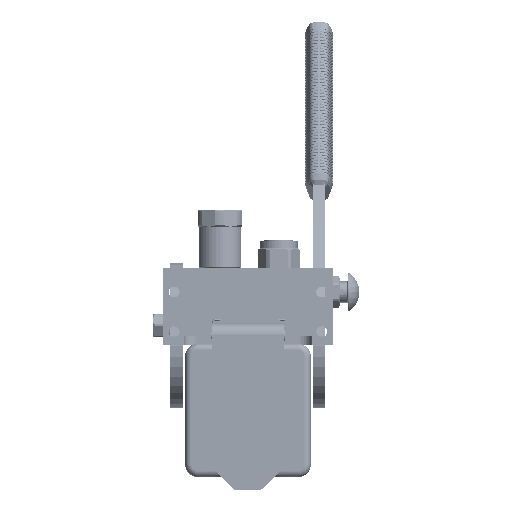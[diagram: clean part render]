
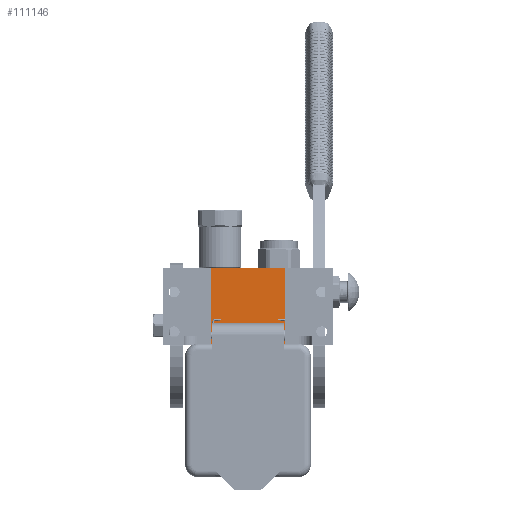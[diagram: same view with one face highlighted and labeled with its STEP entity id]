
A CAD part, left-side view. The second image highlights one B-rep face of the part: STEP entity #111146.
In plain terms, the highlighted face is planar.
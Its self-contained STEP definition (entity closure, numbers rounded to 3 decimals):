
#755 = DIRECTION ( 'NONE',  ( -1., 0., 0. ) ) ;
#7679 = EDGE_CURVE ( 'NONE', #167946, #73275, #24063, .T. ) ;
#10425 = DIRECTION ( 'NONE',  ( 0., 1., 0. ) ) ;
#17494 = DIRECTION ( 'NONE',  ( -1., 0., 0. ) ) ;
#24063 = LINE ( 'NONE', #63108, #97576 ) ;
#25743 = CARTESIAN_POINT ( 'NONE',  ( -29., 0., -107.5 ) ) ;
#32991 = CARTESIAN_POINT ( 'NONE',  ( -29., 0., -107.5 ) ) ;
#34972 = CARTESIAN_POINT ( 'NONE',  ( -29., 60.2, -107.5 ) ) ;
#37789 = EDGE_CURVE ( 'NONE', #88718, #73275, #193993, .T. ) ;
#38263 = CARTESIAN_POINT ( 'NONE',  ( 29., 60.2, -107.5 ) ) ;
#45813 = ORIENTED_EDGE ( 'NONE', *, *, #175954, .T. ) ;
#61964 = DIRECTION ( 'NONE',  ( -1., 0., 0. ) ) ;
#62458 = EDGE_CURVE ( 'NONE', #93330, #167946, #148361, .T. ) ;
#63108 = CARTESIAN_POINT ( 'NONE',  ( 29., 60.2, -107.5 ) ) ;
#63379 = ORIENTED_EDGE ( 'NONE', *, *, #7679, .F. ) ;
#72535 = ORIENTED_EDGE ( 'NONE', *, *, #37789, .T. ) ;
#73275 = VERTEX_POINT ( 'NONE', #34972 ) ;
#75941 = PLANE ( 'NONE',  #118497 ) ;
#85738 = CARTESIAN_POINT ( 'NONE',  ( 29., 0., -107.5 ) ) ;
#88718 = VERTEX_POINT ( 'NONE', #32991 ) ;
#93330 = VERTEX_POINT ( 'NONE', #85738 ) ;
#97576 = VECTOR ( 'NONE', #17494, 1000. ) ;
#98129 = EDGE_LOOP ( 'NONE', ( #72535, #63379, #152245, #45813 ) ) ;
#99350 = VECTOR ( 'NONE', #117078, 1000. ) ;
#106385 = CARTESIAN_POINT ( 'NONE',  ( 29., 0., -107.5 ) ) ;
#111146 = ADVANCED_FACE ( 'NONE', ( #141542 ), #75941, .T. ) ;
#112620 = LINE ( 'NONE', #195293, #115114 ) ;
#115114 = VECTOR ( 'NONE', #755, 1000. ) ;
#117078 = DIRECTION ( 'NONE',  ( 0., 1., 0. ) ) ;
#118497 = AXIS2_PLACEMENT_3D ( 'NONE', #106385, #167243, #61964 ) ;
#127053 = VECTOR ( 'NONE', #10425, 1000. ) ;
#141542 = FACE_OUTER_BOUND ( 'NONE', #98129, .T. ) ;
#148361 = LINE ( 'NONE', #175241, #127053 ) ;
#152245 = ORIENTED_EDGE ( 'NONE', *, *, #62458, .F. ) ;
#167243 = DIRECTION ( 'NONE',  ( 0., 0., -1. ) ) ;
#167946 = VERTEX_POINT ( 'NONE', #38263 ) ;
#175241 = CARTESIAN_POINT ( 'NONE',  ( 29., 0., -107.5 ) ) ;
#175954 = EDGE_CURVE ( 'NONE', #93330, #88718, #112620, .T. ) ;
#193993 = LINE ( 'NONE', #25743, #99350 ) ;
#195293 = CARTESIAN_POINT ( 'NONE',  ( 29., 0., -107.5 ) ) ;
